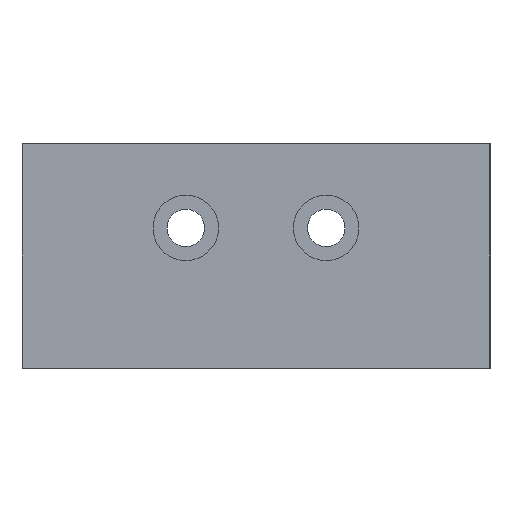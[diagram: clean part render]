
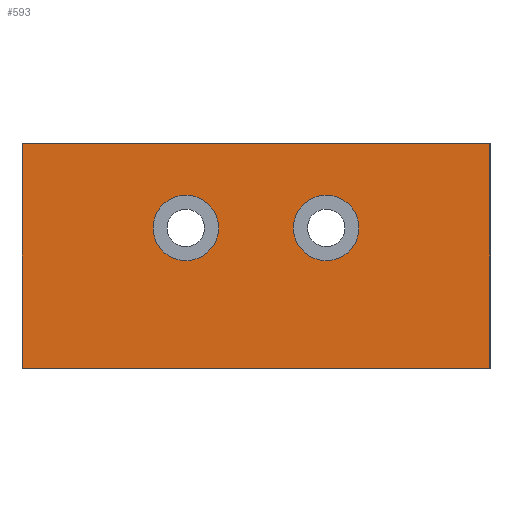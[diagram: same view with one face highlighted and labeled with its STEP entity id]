
A CAD part, left-side view. The second image highlights one B-rep face of the part: STEP entity #593.
In plain terms, the highlighted planar face has unit normal (-1, 0, 0).
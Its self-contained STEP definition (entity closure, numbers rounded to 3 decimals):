
#117=VECTOR('',#733,1.);
#120=VECTOR('',#741,1.);
#123=VECTOR('',#790,1.);
#125=VECTOR('',#793,1.);
#139=LINE('',#871,#117);
#142=LINE('',#882,#120);
#145=LINE('',#924,#123);
#147=LINE('',#928,#125);
#163=PLANE('',#658);
#174=VERTEX_POINT('',#821);
#178=VERTEX_POINT('',#832);
#193=VERTEX_POINT('',#870);
#194=VERTEX_POINT('',#872);
#198=VERTEX_POINT('',#881);
#212=VERTEX_POINT('',#925);
#222=CIRCLE('',#611,7.);
#226=CIRCLE('',#618,7.);
#254=EDGE_CURVE('',#174,#174,#222,.T.);
#258=EDGE_CURVE('',#178,#178,#226,.T.);
#277=EDGE_CURVE('',#194,#193,#139,.T.);
#283=EDGE_CURVE('',#198,#193,#142,.T.);
#298=EDGE_CURVE('',#212,#194,#145,.T.);
#300=EDGE_CURVE('',#212,#198,#147,.T.);
#399=ORIENTED_EDGE('',*,*,#254,.T.);
#400=ORIENTED_EDGE('',*,*,#258,.T.);
#401=ORIENTED_EDGE('',*,*,#277,.T.);
#402=ORIENTED_EDGE('',*,*,#283,.F.);
#403=ORIENTED_EDGE('',*,*,#300,.F.);
#404=ORIENTED_EDGE('',*,*,#298,.T.);
#479=EDGE_LOOP('',(#399));
#480=EDGE_LOOP('',(#400));
#481=EDGE_LOOP('',(#401,#402,#403,#404));
#553=FACE_BOUND('',#479,.T.);
#554=FACE_BOUND('',#480,.T.);
#555=FACE_BOUND('',#481,.T.);
#593=ADVANCED_FACE('',(#553,#554,#555),#163,.T.);
#611=AXIS2_PLACEMENT_3D('',#820,#690,#691);
#618=AXIS2_PLACEMENT_3D('',#831,#703,#704);
#658=AXIS2_PLACEMENT_3D('',#927,#792,$);
#690=DIRECTION('',(1.,0.,0.));
#691=DIRECTION('',(0.,0.,7.));
#703=DIRECTION('',(1.,0.,0.));
#704=DIRECTION('',(0.,0.,7.));
#733=DIRECTION('',(0.,1.,0.));
#741=DIRECTION('',(0.,0.,1.));
#790=DIRECTION('',(0.,0.,1.));
#792=DIRECTION('',(-1.,0.,0.));
#793=DIRECTION('',(0.,1.,0.));
#820=CARTESIAN_POINT('',(0.,65.,30.));
#821=CARTESIAN_POINT('',(0.,65.,37.));
#831=CARTESIAN_POINT('',(0.,35.,30.));
#832=CARTESIAN_POINT('',(0.,35.,37.));
#870=CARTESIAN_POINT('',(0.,100.,48.));
#871=CARTESIAN_POINT('',(0.,0.,48.));
#872=CARTESIAN_POINT('',(0.,0.,48.));
#881=CARTESIAN_POINT('',(0.,100.,0.));
#882=CARTESIAN_POINT('',(0.,100.,0.));
#924=CARTESIAN_POINT('',(0.,0.,0.));
#925=CARTESIAN_POINT('',(0.,0.,0.));
#927=CARTESIAN_POINT('',(0.,50.,0.));
#928=CARTESIAN_POINT('',(0.,0.,0.));
